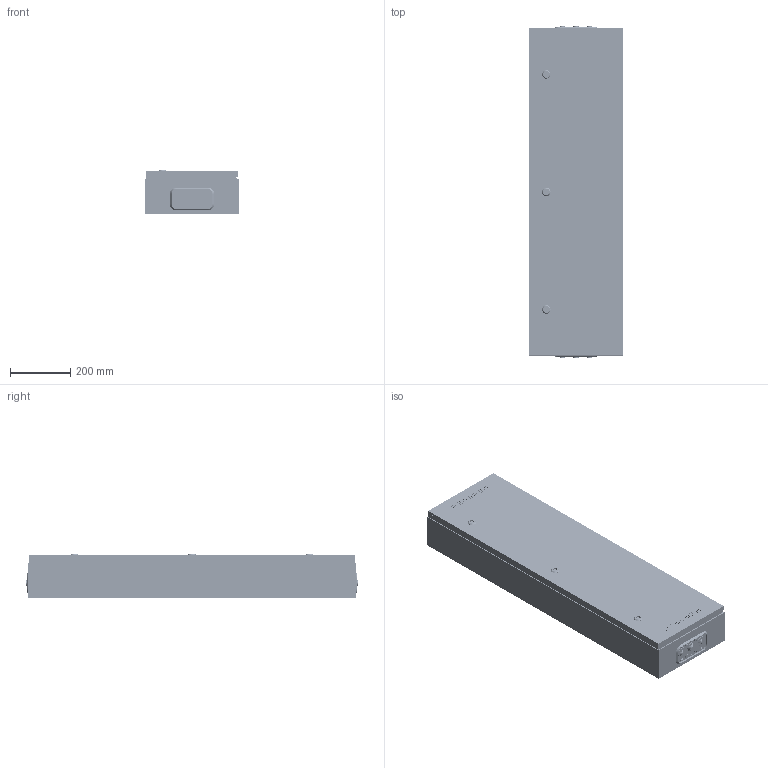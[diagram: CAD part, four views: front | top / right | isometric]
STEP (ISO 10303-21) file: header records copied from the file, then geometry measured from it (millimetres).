
FILE_DESCRIPTION (( 'STEP AP214' ), '1' );
FILE_NAME ('TI5-51-N-084-30 TITAN 5 Êîðïóñ ìóëüòèìåäèà ÙÐí-84 (1õ84) áåëûé IEK.STEP', '2024-12-06T12:37:34', ( '' ), ( '' ), 'SwSTEP 2.0', 'SolidWorks 2022', '' );
FILE_SCHEMA (( 'AUTOMOTIVE_DESIGN' ));
Length unit declared in the file: millimetre
Products named in the file (1): TI5-51-N-084-30 TITAN 5 Корпус мультимедиа ЩРн-84 (1х84) белый IEK
Bounding box: 310 x 1101.35 x 144.1 mm (x, y, z)
Volume: 1930668.4 mm3; surface area: 3323131.7 mm2
Topology: 49 solids, 62 shells, 12387 faces, 34262 edges, 22383 vertices
Faces by surface type: cylinder 6469, plane 4442, cone 572, bspline 518, torus 317, sphere 69
Entity records: 591407 total; most frequent: CARTESIAN_POINT 122931, DIRECTION 69362, ORIENTED_EDGE 68484, EDGE_CURVE 34242, AXIS2_PLACEMENT_3D 26185, VERTEX_POINT 22383, EDGE_LOOP 17681, VECTOR 16992
